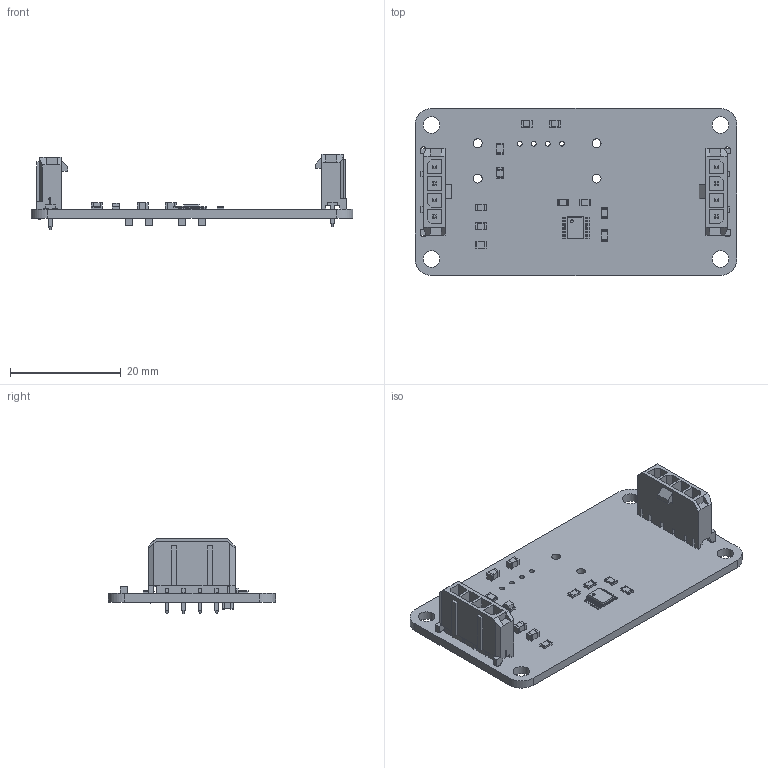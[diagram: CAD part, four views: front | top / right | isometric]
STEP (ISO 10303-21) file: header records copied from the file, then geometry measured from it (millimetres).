
FILE_DESCRIPTION(('FreeCAD Model'),'2;1');
FILE_NAME('Amperes.step','2020-10-10T16:00:44',('Author'),(''), 'Open CASCADE STEP processor 7.3','FreeCAD','Unknown');
FILE_SCHEMA(('AUTOMOTIVE_DESIGN { 1 0 10303 214 1 1 1 1 }'));
Length unit declared in the file: millimetre
Products named in the file (26): BPS-Amperes; Board_Geoms_8e01; Local_CS_8e01; Pcb_8e01; PCB_Sketch_8e01; Step_Models_8e01; Top_8e01; J2_436500428_5F1C33FC[2]; R4_R_0805_2012Metric_5F1C3440; U3_MSOP_16_3x4mm_P05mm_5F1C34EE; R6_R_0805_2012Metric_5F1E0EDF; R5_R_0805_2012Metric_5F1C3451; R3_R_0805_2012Metric_5F1C342F; R2_R_0805_2012Metric_5F1C341E; R1_R_0805_2012Metric_5F1CC431; J1_436500428_5F1E4B37[2]; D1_LED_0805_2012Metric_5F1E5E76; C5_C_0805_2012Metric_5F1C3339; C4_C_0805_2012Metric_5F1CC491; C3_C_0805_2012Metric_5F1E5D5D; C2_C_0805_2012Metric_5F1CC362; Bot_8e01; C9_C_0805_2012Metric_5F1CAE1D; C8_C_0805_2012Metric_5F1E077E; C7_C_0805_2012Metric_5F1E091D; C6_C_0805_2012Metric_5F1CC461
Assembly tree (25 placements, depth 4):
  BPS-Amperes
    Board_Geoms_8e01
      Local_CS_8e01
      Pcb_8e01
      PCB_Sketch_8e01
    Step_Models_8e01
      Top_8e01
        J2_436500428_5F1C33FC[2]
        R4_R_0805_2012Metric_5F1C3440
        U3_MSOP_16_3x4mm_P05mm_5F1C34EE
        R6_R_0805_2012Metric_5F1E0EDF
        R5_R_0805_2012Metric_5F1C3451
        R3_R_0805_2012Metric_5F1C342F
        R2_R_0805_2012Metric_5F1C341E
        R1_R_0805_2012Metric_5F1CC431
        J1_436500428_5F1E4B37[2]
        D1_LED_0805_2012Metric_5F1E5E76
        C5_C_0805_2012Metric_5F1C3339
        C4_C_0805_2012Metric_5F1CC491
        C3_C_0805_2012Metric_5F1E5D5D
        C2_C_0805_2012Metric_5F1CC362
      Bot_8e01
        C9_C_0805_2012Metric_5F1CAE1D
        C8_C_0805_2012Metric_5F1E077E
        C7_C_0805_2012Metric_5F1E091D
        C6_C_0805_2012Metric_5F1CC461
Bounding box: 58.25 x 30.25 x 13.58 mm (x, y, z)
Volume: 3551.2 mm3; surface area: 5946.2 mm2
Topology: 21 solids, 21 shells, 1274 faces, 3346 edges, 2160 vertices
Faces by surface type: plane 987, cylinder 247, bspline 40
Full cylindrical faces by diameter (mm): 0.5 x1, 0.85 x4, 1.02 x8, 1.27 x4, 1.6 x4, 3 x4
Entity records: 47755 total; most frequent: CARTESIAN_POINT 6958, ORIENTED_EDGE 6672, DIRECTION 6332, EDGE_CURVE 3336, LINE 2816, VECTOR 2816, VERTEX_POINT 2140, AXIS2_PLACEMENT_3D 1758
